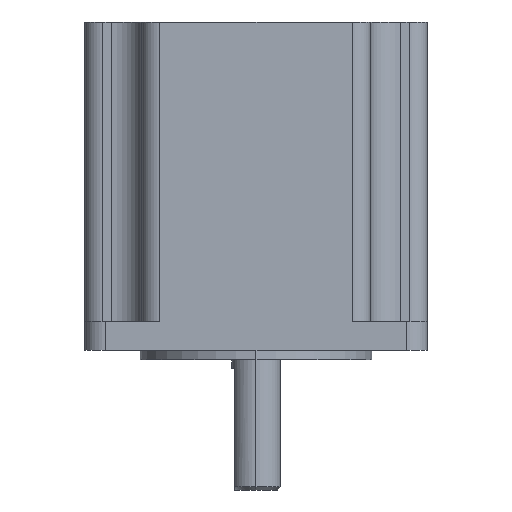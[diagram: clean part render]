
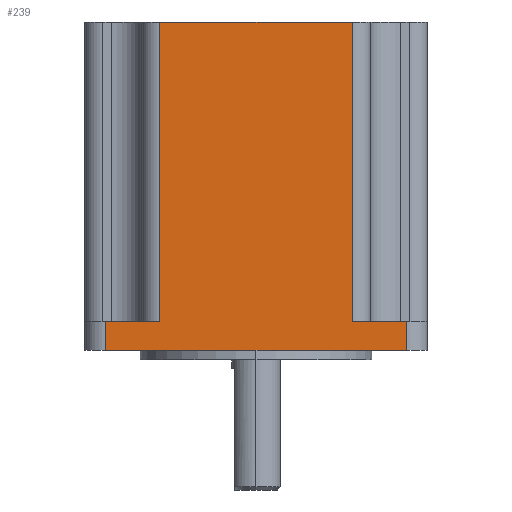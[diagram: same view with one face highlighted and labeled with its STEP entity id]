
A CAD part, left-side view. The second image highlights one B-rep face of the part: STEP entity #239.
In plain terms, the highlighted planar face has unit normal (-1, 0, 0).
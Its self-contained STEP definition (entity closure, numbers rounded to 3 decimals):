
#26 = VECTOR ( 'NONE', #1206, 1000. ) ;
#41 = VECTOR ( 'NONE', #1208, 1000. ) ;
#44 = VECTOR ( 'NONE', #1210, 1000. ) ;
#52 = VECTOR ( 'NONE', #1202, 1000. ) ;
#53 = VECTOR ( 'NONE', #1204, 1000. ) ;
#113 = EDGE_CURVE ( 'NONE', #765, #777, #867, .T. ) ;
#122 = EDGE_CURVE ( 'NONE', #772, #773, #868, .T. ) ;
#132 = EDGE_CURVE ( 'NONE', #834, #770, #873, .T. ) ;
#147 = EDGE_CURVE ( 'NONE', #777, #773, #880, .T. ) ;
#148 = EDGE_CURVE ( 'NONE', #806, #772, #881, .T. ) ;
#149 = EDGE_CURVE ( 'NONE', #807, #806, #882, .T. ) ;
#150 = EDGE_CURVE ( 'NONE', #807, #770, #883, .T. ) ;
#151 = EDGE_CURVE ( 'NONE', #834, #765, #884, .T. ) ;
#239 = ADVANCED_FACE ( 'NONE', ( #976 ), #1445, .F. ) ;
#274 = VECTOR ( 'NONE', #1164, 1000. ) ;
#342 = VECTOR ( 'NONE', #1139, 1000. ) ;
#357 = VECTOR ( 'NONE', #1113, 1000. ) ;
#477 = ORIENTED_EDGE ( 'NONE', *, *, #113, .T. ) ;
#478 = ORIENTED_EDGE ( 'NONE', *, *, #122, .F. ) ;
#479 = ORIENTED_EDGE ( 'NONE', *, *, #147, .T. ) ;
#480 = ORIENTED_EDGE ( 'NONE', *, *, #148, .F. ) ;
#481 = ORIENTED_EDGE ( 'NONE', *, *, #150, .T. ) ;
#482 = ORIENTED_EDGE ( 'NONE', *, *, #149, .F. ) ;
#483 = ORIENTED_EDGE ( 'NONE', *, *, #132, .F. ) ;
#484 = ORIENTED_EDGE ( 'NONE', *, *, #151, .T. ) ;
#703 = EDGE_LOOP ( 'NONE', ( #477, #479, #478, #480, #482, #481, #483, #484 ) ) ;
#765 = VERTEX_POINT ( 'NONE', #1547 ) ;
#770 = VERTEX_POINT ( 'NONE', #1552 ) ;
#772 = VERTEX_POINT ( 'NONE', #1554 ) ;
#773 = VERTEX_POINT ( 'NONE', #1555 ) ;
#777 = VERTEX_POINT ( 'NONE', #1559 ) ;
#806 = VERTEX_POINT ( 'NONE', #1588 ) ;
#807 = VERTEX_POINT ( 'NONE', #1589 ) ;
#834 = VERTEX_POINT ( 'NONE', #1616 ) ;
#867 = LINE ( 'NONE', #1112, #357 ) ;
#868 = LINE ( 'NONE', #1138, #342 ) ;
#873 = LINE ( 'NONE', #1163, #274 ) ;
#880 = LINE ( 'NONE', #1201, #52 ) ;
#881 = LINE ( 'NONE', #1203, #53 ) ;
#882 = LINE ( 'NONE', #1205, #26 ) ;
#883 = LINE ( 'NONE', #1207, #41 ) ;
#884 = LINE ( 'NONE', #1209, #44 ) ;
#976 = FACE_OUTER_BOUND ( 'NONE', #703, .T. ) ;
#1112 = CARTESIAN_POINT ( 'NONE',  ( -28.2, 28.2, 0. ) ) ;
#1113 = DIRECTION ( 'NONE',  ( 0., -1., 0. ) ) ;
#1138 = CARTESIAN_POINT ( 'NONE',  ( -28.2, 28.2, 4.8 ) ) ;
#1139 = DIRECTION ( 'NONE',  ( 0., -1., 0. ) ) ;
#1163 = CARTESIAN_POINT ( 'NONE',  ( -28.2, 28.2, 4.8 ) ) ;
#1164 = DIRECTION ( 'NONE',  ( 0., -1., 0. ) ) ;
#1201 = CARTESIAN_POINT ( 'NONE',  ( -28.2, -24.7, 4.8 ) ) ;
#1202 = DIRECTION ( 'NONE',  ( 0., 0., 1. ) ) ;
#1203 = CARTESIAN_POINT ( 'NONE',  ( -28.2, -15.8, 54. ) ) ;
#1204 = DIRECTION ( 'NONE',  ( 0., 0., -1. ) ) ;
#1205 = CARTESIAN_POINT ( 'NONE',  ( -28.2, 15.8, 54. ) ) ;
#1206 = DIRECTION ( 'NONE',  ( 0., -1., 0. ) ) ;
#1207 = CARTESIAN_POINT ( 'NONE',  ( -28.2, 15.8, 54. ) ) ;
#1208 = DIRECTION ( 'NONE',  ( 0., 0., -1. ) ) ;
#1209 = CARTESIAN_POINT ( 'NONE',  ( -28.2, 24.7, 4.8 ) ) ;
#1210 = DIRECTION ( 'NONE',  ( 0., 0., -1. ) ) ;
#1445 = PLANE ( 'NONE',  #1714 ) ;
#1446 = CARTESIAN_POINT ( 'NONE',  ( -28.2, 28.2, 4.8 ) ) ;
#1447 = DIRECTION ( 'NONE',  ( 1., 0., 0. ) ) ;
#1448 = DIRECTION ( 'NONE',  ( 0., 1., 0. ) ) ;
#1547 = CARTESIAN_POINT ( 'NONE',  ( -28.2, 24.7, 0. ) ) ;
#1552 = CARTESIAN_POINT ( 'NONE',  ( -28.2, 15.8, 4.8 ) ) ;
#1554 = CARTESIAN_POINT ( 'NONE',  ( -28.2, -15.8, 4.8 ) ) ;
#1555 = CARTESIAN_POINT ( 'NONE',  ( -28.2, -24.7, 4.8 ) ) ;
#1559 = CARTESIAN_POINT ( 'NONE',  ( -28.2, -24.7, 0. ) ) ;
#1588 = CARTESIAN_POINT ( 'NONE',  ( -28.2, -15.8, 54. ) ) ;
#1589 = CARTESIAN_POINT ( 'NONE',  ( -28.2, 15.8, 54. ) ) ;
#1616 = CARTESIAN_POINT ( 'NONE',  ( -28.2, 24.7, 4.8 ) ) ;
#1714 = AXIS2_PLACEMENT_3D ( 'NONE', #1446, #1447, #1448 ) ;
